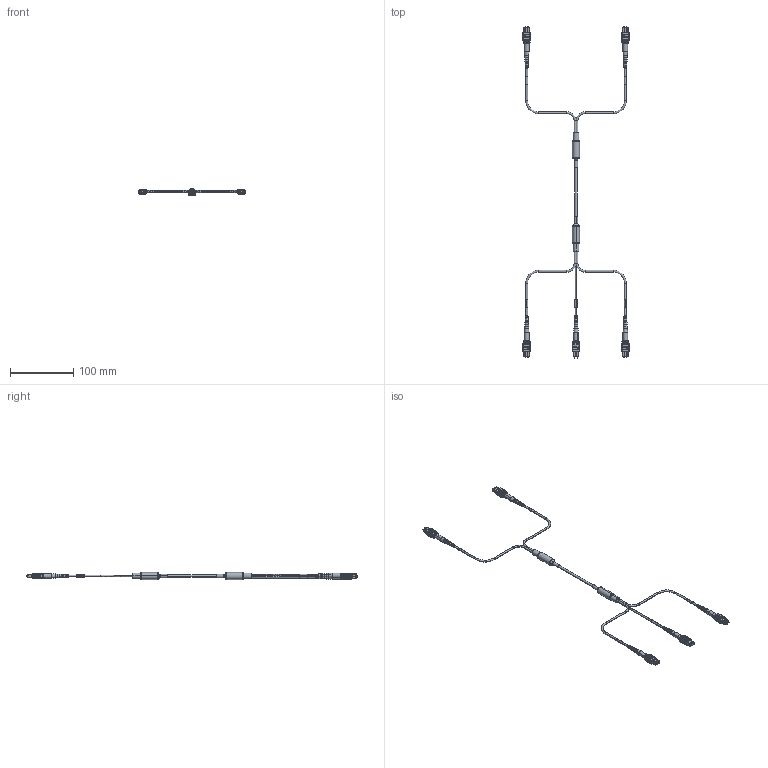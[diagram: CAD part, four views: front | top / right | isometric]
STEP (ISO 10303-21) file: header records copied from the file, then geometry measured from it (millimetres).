
FILE_DESCRIPTION (( 'STEP AP214' ), '1' );
FILE_NAME ('MPM308212SMZ_3D.STEP', '2021-03-29T19:55:51', ( '' ), ( '' ), 'SwSTEP 2.0', 'SolidWorks 2020', '' );
FILE_SCHEMA (( 'AUTOMOTIVE_DESIGN' ));
Length unit declared in the file: inch
Products named in the file (12): 3AB04-014-MA1; 8C Ø3mm FIB CBL, 9 SM LSZH, YELLOW ZAG_OM3-OM4; 3AB04-014-MA3; 8C Ø3mm FIB CBL, 9 SM LSZH, YELLOW; MPO CABLE LABEL_3mm CABLE OD; 3AB04-014-MA2_MALE (with pins); 3AB04-014-MA5; MPM308212SMZ_3D; 3AB04-014_MALE (with pins); 24C Ø3.8mm FIB CBL, 9 SM LSZH, YELLOW; 3AB04-014-MA4; MPF308-MPF212-MA2_ROUND
Assembly tree (23 placements, depth 3):
  MPM308212SMZ_3D
    24C Ø3.8mm FIB CBL, 9 SM LSZH, YELLOW
    MPF308-MPF212-MA2_ROUND  x2
    3AB04-014_MALE (with pins)  x5
      3AB04-014-MA2_MALE (with pins)
      3AB04-014-MA3
      3AB04-014-MA4
      3AB04-014-MA1
      3AB04-014-MA5
    8C Ø3mm FIB CBL, 9 SM LSZH, YELLOW ZAG_OM3-OM4  x4
    8C Ø3mm FIB CBL, 9 SM LSZH, YELLOW
    MPO CABLE LABEL_3mm CABLE OD  x5
Bounding box: 167.81 x 523.1 x 11.18 mm (x, y, z)
Volume: 23277.5 mm3; surface area: 34650 mm2
Topology: 38 solids, 38 shells, 2152 faces, 5968 edges, 3902 vertices
Faces by surface type: plane 1581, cylinder 375, bspline 100, torus 62, cone 34
Entity records: 16599 total; most frequent: CARTESIAN_POINT 4261, ORIENTED_EDGE 2456, DIRECTION 2334, EDGE_CURVE 1228, LINE 816, VECTOR 816, VERTEX_POINT 800, AXIS2_PLACEMENT_3D 759
